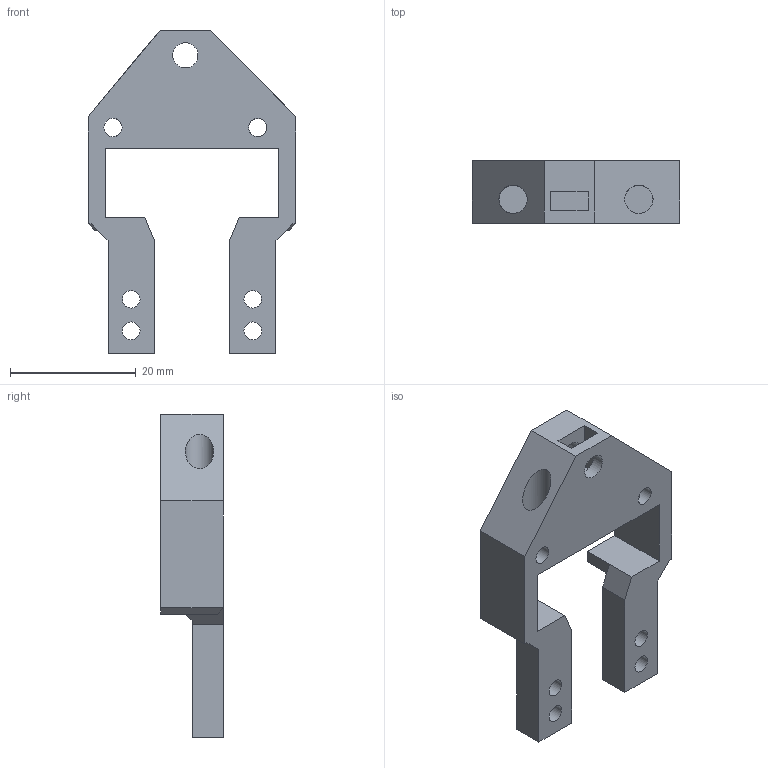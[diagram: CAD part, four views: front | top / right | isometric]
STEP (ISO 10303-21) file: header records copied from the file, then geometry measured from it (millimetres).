
FILE_DESCRIPTION(/* description */ (''),/* implementation_level */ '2;1');
FILE_NAME(/* name */ '30_Cube_Z_Focus_Drylin_NEMA_slide.ipt.step',/* time_stamp */ '2022-11-29T08:19:02+01:00',/* author */ ('diederichbenedict'),/* organization */ (''),/* preprocessor_version */ 'ST-DEVELOPER v18.1',/* originating_system */ 'Autodesk Inventor 2022',/* authorisation */ '');
FILE_SCHEMA (('AUTOMOTIVE_DESIGN { 1 0 10303 214 3 1 1 }'));
Length unit declared in the file: millimetre
Products named in the file (1): 30_Cube_Z_Focus_Drylin_NEMA_slide
Bounding box: 33 x 10 x 51.48 mm (x, y, z)
Volume: 6077 mm3; surface area: 4367.1 mm2
Topology: 1 solids, 1 shells, 50 faces, 141 edges, 93 vertices
Faces by surface type: plane 39, cylinder 11
Full cylindrical faces by diameter (mm): 2.8 x4, 2.9 x3, 4 x2, 4.5 x2
Entity records: 1797 total; most frequent: CARTESIAN_POINT 402, ORIENTED_EDGE 282, DIRECTION 258, EDGE_CURVE 141, LINE 116, VECTOR 116, VERTEX_POINT 93, EDGE_LOOP 74
